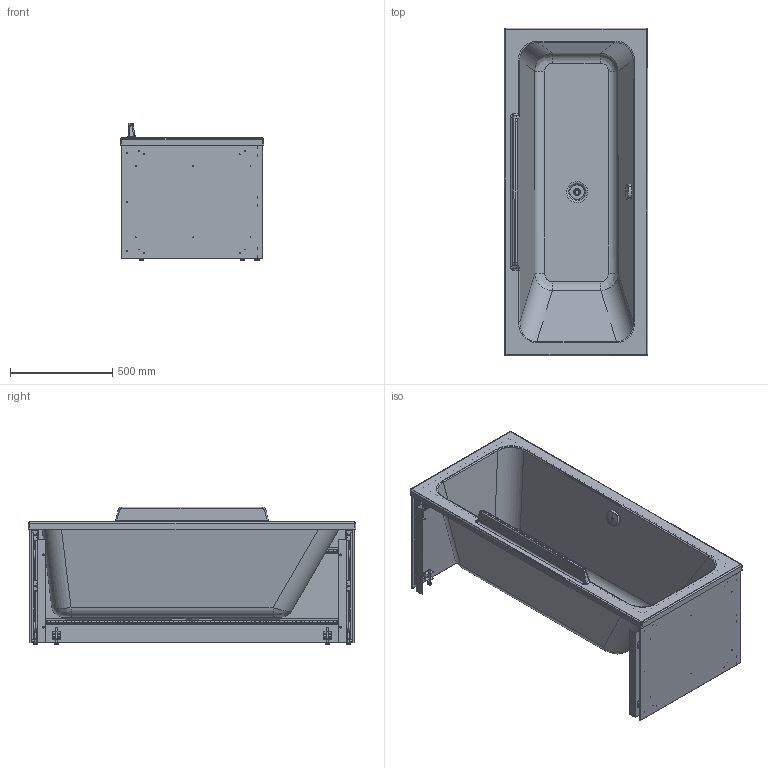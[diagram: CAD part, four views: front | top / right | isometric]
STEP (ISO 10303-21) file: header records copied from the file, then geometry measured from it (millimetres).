
FILE_DESCRIPTION((''),'2;1');
FILE_NAME('700292_8775.stp','2013-05-27T15:40:06',('Administrator'),(''),'Autodesk Inventor 2011','Autodesk Inventor 2011','');
FILE_SCHEMA(('CONFIG_CONTROL_DESIGN'));
Length unit declared in the file: millimetre
Products named in the file (80): 700292_8775; 700292; Stopfen; Verschluss_Ueberlauf; 8775_70; Verbindungsprofil 1; Verschlu_st_ck; Verbindungsprofil 2; Verbindungsprofil 1_1; Verschlu_st_ck_1; Verbindungsprofil 2_1; Verbindungsprofil 1_2; Verschlu_st_ck_2; Verbindungsprofil 2_2; Verbindungsprofil 1_3; Verschlu_st_ck_3; Verbindungsprofil 2_3; Verbindungsprofil 1_4; Verschlu_st_ck_4; Verbindungsprofil 2_4; Verbindungsprofil 1_5; Verschlu_st_ck_5; Verbindungsprofil 2_5; Sechskantstange; Sechskantstange_1; Schiene; Schiene_1; Schiene_2; Schiene_3; Doppelwinkel M8 ; Abdeckkappe; Stellfu_; _70; Doppelwinkel M8 _1; Abdeckkappe_1; Stellfu__1; _70_1; Doppelwinkel M8 _2; Abdeckkappe_2; Stellfu__2 ...
Assembly tree (79 placements, depth 3):
  700292_8775
    700292
    Stopfen
    Verschluss_Ueberlauf
    8775_70
      Verbindungsprofil 1
      Verschlu_st_ck
      Verbindungsprofil 2
      Verbindungsprofil 1_1
      Verschlu_st_ck_1
      Verbindungsprofil 2_1
      Verbindungsprofil 1_2
      Verschlu_st_ck_2
      Verbindungsprofil 2_2
      Verbindungsprofil 1_3
      Verschlu_st_ck_3
      Verbindungsprofil 2_3
      Verbindungsprofil 1_4
      Verschlu_st_ck_4
      Verbindungsprofil 2_4
      Verbindungsprofil 1_5
      Verschlu_st_ck_5
      Verbindungsprofil 2_5
      Sechskantstange
      Sechskantstange_1
      Schiene
      Schiene_1
      Schiene_2
      Schiene_3
      Doppelwinkel M8 
      Abdeckkappe
      Stellfu_
      _70
      Doppelwinkel M8 _1
      Abdeckkappe_1
      Stellfu__1
      _70_1
      Doppelwinkel M8 _2
      Abdeckkappe_2
      Stellfu__2
      _70_2
      Doppelwinkel M8 _3
      Abdeckkappe_3
      Stellfu__3
      _70_3
      Doppelwinkel M8 _4
      Abdeckkappe_4
      Stellfu__4
      _70_4
      Doppelwinkel M8 _5
      Abdeckkappe_5
      Stellfu__5
      _70_5
      sechskantmutter ISO 4032 M8
      sechskantmutter ISO 4032 M8_1
      sechskantmutter ISO 4032 M8_2
      sechskantmutter ISO 4032 M8_3
      sechskantmutter ISO 4032 M8_4
      sechskantmutter ISO 4032 M8_5
      sechskantschraube ISO 4017A M8_35
Bounding box: 700.95 x 1600.41 x 673.58 mm (x, y, z)
Volume: 33374177.2 mm3; surface area: 10609717 mm2
Topology: 81 solids, 81 shells, 4504 faces, 10438 edges, 6155 vertices
Faces by surface type: cylinder 1845, plane 1476, sphere 491, torus 347, cone 209, bspline 136
Full cylindrical faces by diameter (mm): 3.5 x96, 4.5 x52, 5 x24, 6.75 x12, 7 x6, 8 x16, 8.5 x4, 9 x14, 9.2 x1, 13 x1, 14.5 x1, 20 x12, 20.5 x6, 22 x4, 24 x1, 29.2 x1, 32 x2, 50 x4, 52 x1, 72 x1
Entity records: 140485 total; most frequent: CARTESIAN_POINT 32830, DIRECTION 22464, ORIENTED_EDGE 19600, EDGE_CURVE 9800, AXIS2_PLACEMENT_3D 8862, VERTEX_POINT 5949, EDGE_LOOP 5461, VECTOR 4740
